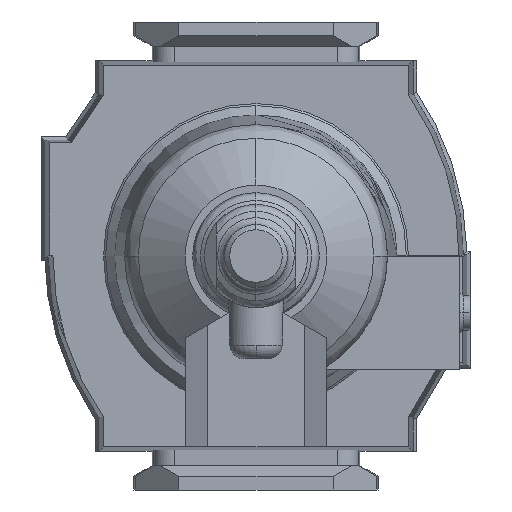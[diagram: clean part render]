
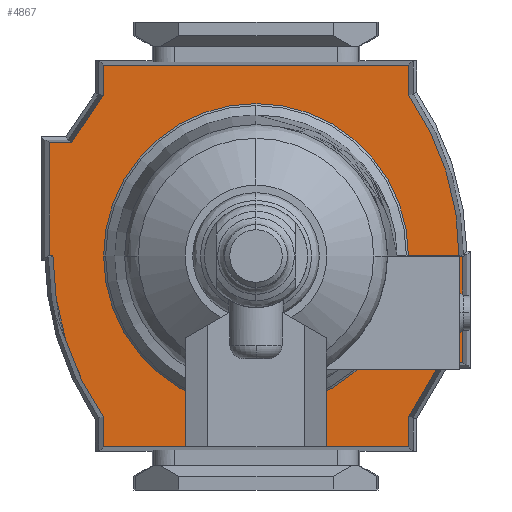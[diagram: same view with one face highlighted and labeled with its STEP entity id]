
A CAD part, front view. The second image highlights one B-rep face of the part: STEP entity #4867.
In plain terms, the highlighted planar face has unit normal (0, -1, 0).
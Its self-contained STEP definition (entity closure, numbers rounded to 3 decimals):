
#166 = AXIS2_PLACEMENT_3D ( 'NONE', #5589, #6671, #6733 ) ;
#435 = CARTESIAN_POINT ( 'NONE',  ( -28.86, -38.5, 31.2 ) ) ;
#927 = DIRECTION ( 'NONE',  ( 1., 0., 0. ) ) ;
#957 = DIRECTION ( 'NONE',  ( 0., 1., 0. ) ) ;
#1163 = ORIENTED_EDGE ( 'NONE', *, *, #4253, .F. ) ;
#1349 = ORIENTED_EDGE ( 'NONE', *, *, #2785, .F. ) ;
#1386 = EDGE_CURVE ( 'NONE', #4903, #11738, #6498, .T. ) ;
#1452 = ORIENTED_EDGE ( 'NONE', *, *, #3667, .F. ) ;
#1483 = CARTESIAN_POINT ( 'NONE',  ( 0., -38.5, -11.6 ) ) ;
#2023 = VERTEX_POINT ( 'NONE', #12444 ) ;
#2126 = VERTEX_POINT ( 'NONE', #4573 ) ;
#2143 = EDGE_CURVE ( 'NONE', #11738, #13230, #12377, .T. ) ;
#2205 = AXIS2_PLACEMENT_3D ( 'NONE', #10301, #957, #9260 ) ;
#2254 = CARTESIAN_POINT ( 'NONE',  ( -15.5, -38.5, -26.8 ) ) ;
#2345 = VECTOR ( 'NONE', #8653, 1000. ) ;
#2377 = VERTEX_POINT ( 'NONE', #8289 ) ;
#2454 = DIRECTION ( 'NONE',  ( 0., 0., 1. ) ) ;
#2482 = VERTEX_POINT ( 'NONE', #12016 ) ;
#2498 = VECTOR ( 'NONE', #6751, 1000. ) ;
#2766 = CARTESIAN_POINT ( 'NONE',  ( 0.1, -38.5, 30. ) ) ;
#2768 = DIRECTION ( 'NONE',  ( 0., 0., 1. ) ) ;
#2785 = EDGE_CURVE ( 'NONE', #2377, #2126, #8077, .T. ) ;
#2812 = ORIENTED_EDGE ( 'NONE', *, *, #3934, .F. ) ;
#2822 = LINE ( 'NONE', #5089, #12172 ) ;
#3053 = EDGE_CURVE ( 'NONE', #2126, #7984, #5444, .T. ) ;
#3134 = EDGE_CURVE ( 'NONE', #7984, #9762, #3741, .T. ) ;
#3170 = LINE ( 'NONE', #8281, #3465 ) ;
#3204 = EDGE_LOOP ( 'NONE', ( #1163, #4805, #4108, #10860, #1452, #11556, #8931, #5203, #7478, #13383, #12428, #7304, #3540, #8183, #1349, #11089, #2812 ) ) ;
#3465 = VECTOR ( 'NONE', #12635, 1000. ) ;
#3505 = FACE_OUTER_BOUND ( 'NONE', #3204, .T. ) ;
#3534 = EDGE_CURVE ( 'NONE', #3936, #6296, #12805, .T. ) ;
#3540 = ORIENTED_EDGE ( 'NONE', *, *, #3134, .F. ) ;
#3667 = EDGE_CURVE ( 'NONE', #13230, #10102, #3968, .T. ) ;
#3741 = LINE ( 'NONE', #2766, #8483 ) ;
#3826 = DIRECTION ( 'NONE',  ( 0., 0., -1. ) ) ;
#3934 = EDGE_CURVE ( 'NONE', #11995, #8311, #7002, .T. ) ;
#3936 = VERTEX_POINT ( 'NONE', #5099 ) ;
#3968 = LINE ( 'NONE', #12441, #8585 ) ;
#4108 = ORIENTED_EDGE ( 'NONE', *, *, #5094, .F. ) ;
#4253 = EDGE_CURVE ( 'NONE', #2482, #11995, #6036, .T. ) ;
#4353 = VECTOR ( 'NONE', #5761, 1000. ) ;
#4475 = VERTEX_POINT ( 'NONE', #5286 ) ;
#4523 = CARTESIAN_POINT ( 'NONE',  ( 27.75, -38.5, 22.2 ) ) ;
#4573 = CARTESIAN_POINT ( 'NONE',  ( 0., -38.5, 29.5 ) ) ;
#4732 = LINE ( 'NONE', #11825, #2498 ) ;
#4805 = ORIENTED_EDGE ( 'NONE', *, *, #12139, .F. ) ;
#4844 = CARTESIAN_POINT ( 'NONE',  ( -27.75, -38.5, 22.2 ) ) ;
#4867 = ADVANCED_FACE ( 'NONE', ( #3505 ), #6704, .T. ) ;
#4903 = VERTEX_POINT ( 'NONE', #12198 ) ;
#5089 = CARTESIAN_POINT ( 'NONE',  ( 16.5, -38.5, 30. ) ) ;
#5094 = EDGE_CURVE ( 'NONE', #8777, #4475, #5410, .T. ) ;
#5099 = CARTESIAN_POINT ( 'NONE',  ( 23.35, -38.5, 22.2 ) ) ;
#5101 = CARTESIAN_POINT ( 'NONE',  ( 23.35, -38.5, 22.2 ) ) ;
#5142 = VECTOR ( 'NONE', #7306, 1000. ) ;
#5203 = ORIENTED_EDGE ( 'NONE', *, *, #9784, .F. ) ;
#5286 = CARTESIAN_POINT ( 'NONE',  ( -15.5, -38.5, -26.8 ) ) ;
#5367 = CARTESIAN_POINT ( 'NONE',  ( 27.75, -38.5, 22.2 ) ) ;
#5410 = LINE ( 'NONE', #2254, #10135 ) ;
#5444 = CIRCLE ( 'NONE', #11343, 41.1 ) ;
#5587 = DIRECTION ( 'NONE',  ( 0., 1., 0. ) ) ;
#5589 = CARTESIAN_POINT ( 'NONE',  ( 0., -38.5, 11.6 ) ) ;
#5761 = DIRECTION ( 'NONE',  ( 0., 0., -1. ) ) ;
#5899 = CARTESIAN_POINT ( 'NONE',  ( -27.75, -38.5, -22.2 ) ) ;
#5966 = DIRECTION ( 'NONE',  ( -1., 0., 0. ) ) ;
#6036 = LINE ( 'NONE', #5899, #11843 ) ;
#6117 = CARTESIAN_POINT ( 'NONE',  ( 23.383, -38.5, -22.2 ) ) ;
#6296 = VERTEX_POINT ( 'NONE', #5367 ) ;
#6326 = EDGE_CURVE ( 'NONE', #2023, #3936, #9503, .T. ) ;
#6498 = LINE ( 'NONE', #7243, #7515 ) ;
#6514 = CARTESIAN_POINT ( 'NONE',  ( -15.5, -38.5, -30. ) ) ;
#6671 = DIRECTION ( 'NONE',  ( 0., 1., 0. ) ) ;
#6704 = PLANE ( 'NONE',  #10353 ) ;
#6733 = DIRECTION ( 'NONE',  ( 0., 0., 1. ) ) ;
#6751 = DIRECTION ( 'NONE',  ( -0.863, 0., 0.506 ) ) ;
#6781 = DIRECTION ( 'NONE',  ( -1., 0., 0. ) ) ;
#6941 = CARTESIAN_POINT ( 'NONE',  ( 16.5, -38.5, 30. ) ) ;
#7002 = LINE ( 'NONE', #11325, #8596 ) ;
#7243 = CARTESIAN_POINT ( 'NONE',  ( 23.383, -38.5, -22.2 ) ) ;
#7304 = ORIENTED_EDGE ( 'NONE', *, *, #12804, .F. ) ;
#7306 = DIRECTION ( 'NONE',  ( 0., 0., -1. ) ) ;
#7435 = CARTESIAN_POINT ( 'NONE',  ( -27.75, -38.5, -22.2 ) ) ;
#7478 = ORIENTED_EDGE ( 'NONE', *, *, #3534, .F. ) ;
#7515 = VECTOR ( 'NONE', #11424, 1000. ) ;
#7768 = CARTESIAN_POINT ( 'NONE',  ( 0.1, -38.5, 29.5 ) ) ;
#7984 = VERTEX_POINT ( 'NONE', #7768 ) ;
#8077 = CIRCLE ( 'NONE', #2205, 41.1 ) ;
#8183 = ORIENTED_EDGE ( 'NONE', *, *, #3053, .F. ) ;
#8281 = CARTESIAN_POINT ( 'NONE',  ( -23.383, -38.5, 22.2 ) ) ;
#8289 = CARTESIAN_POINT ( 'NONE',  ( -23.383, -38.5, 22.2 ) ) ;
#8311 = VERTEX_POINT ( 'NONE', #4844 ) ;
#8483 = VECTOR ( 'NONE', #10463, 1000. ) ;
#8585 = VECTOR ( 'NONE', #3826, 1000. ) ;
#8596 = VECTOR ( 'NONE', #2768, 1000. ) ;
#8653 = DIRECTION ( 'NONE',  ( 1., 0., 0. ) ) ;
#8777 = VERTEX_POINT ( 'NONE', #6514 ) ;
#8931 = ORIENTED_EDGE ( 'NONE', *, *, #1386, .F. ) ;
#9260 = DIRECTION ( 'NONE',  ( 0., 0., 1. ) ) ;
#9337 = CARTESIAN_POINT ( 'NONE',  ( 16.5, -38.5, 26.8 ) ) ;
#9406 = CARTESIAN_POINT ( 'NONE',  ( -0.1, -38.5, -29.5 ) ) ;
#9503 = LINE ( 'NONE', #5101, #12794 ) ;
#9762 = VERTEX_POINT ( 'NONE', #11654 ) ;
#9784 = EDGE_CURVE ( 'NONE', #6296, #4903, #11785, .T. ) ;
#9808 = EDGE_CURVE ( 'NONE', #10102, #8777, #12004, .T. ) ;
#9899 = CARTESIAN_POINT ( 'NONE',  ( 27.75, -38.5, -22.2 ) ) ;
#10102 = VERTEX_POINT ( 'NONE', #13237 ) ;
#10135 = VECTOR ( 'NONE', #2454, 1000. ) ;
#10301 = CARTESIAN_POINT ( 'NONE',  ( 0., -38.5, -11.6 ) ) ;
#10353 = AXIS2_PLACEMENT_3D ( 'NONE', #435, #11647, #10674 ) ;
#10386 = LINE ( 'NONE', #9337, #5142 ) ;
#10402 = EDGE_CURVE ( 'NONE', #8311, #2377, #3170, .T. ) ;
#10463 = DIRECTION ( 'NONE',  ( 0., 0., 1. ) ) ;
#10674 = DIRECTION ( 'NONE',  ( 0., 0., -1. ) ) ;
#10860 = ORIENTED_EDGE ( 'NONE', *, *, #9808, .F. ) ;
#11089 = ORIENTED_EDGE ( 'NONE', *, *, #10402, .F. ) ;
#11097 = CARTESIAN_POINT ( 'NONE',  ( -15.5, -38.5, -30. ) ) ;
#11325 = CARTESIAN_POINT ( 'NONE',  ( -27.75, -38.5, 22.2 ) ) ;
#11343 = AXIS2_PLACEMENT_3D ( 'NONE', #1483, #5587, #12917 ) ;
#11424 = DIRECTION ( 'NONE',  ( -1., 0., 0. ) ) ;
#11535 = VECTOR ( 'NONE', #6781, 1000. ) ;
#11556 = ORIENTED_EDGE ( 'NONE', *, *, #2143, .F. ) ;
#11647 = DIRECTION ( 'NONE',  ( 0., -1., 0. ) ) ;
#11654 = CARTESIAN_POINT ( 'NONE',  ( 0.1, -38.5, 30. ) ) ;
#11738 = VERTEX_POINT ( 'NONE', #6117 ) ;
#11785 = LINE ( 'NONE', #9899, #4353 ) ;
#11825 = CARTESIAN_POINT ( 'NONE',  ( -23.35, -38.5, -22.2 ) ) ;
#11843 = VECTOR ( 'NONE', #5966, 1000. ) ;
#11995 = VERTEX_POINT ( 'NONE', #7435 ) ;
#12004 = LINE ( 'NONE', #11097, #11535 ) ;
#12016 = CARTESIAN_POINT ( 'NONE',  ( -23.35, -38.5, -22.2 ) ) ;
#12031 = EDGE_CURVE ( 'NONE', #12458, #2023, #10386, .T. ) ;
#12139 = EDGE_CURVE ( 'NONE', #4475, #2482, #4732, .T. ) ;
#12172 = VECTOR ( 'NONE', #927, 1000. ) ;
#12198 = CARTESIAN_POINT ( 'NONE',  ( 27.75, -38.5, -22.2 ) ) ;
#12377 = CIRCLE ( 'NONE', #166, 41.1 ) ;
#12428 = ORIENTED_EDGE ( 'NONE', *, *, #12031, .F. ) ;
#12441 = CARTESIAN_POINT ( 'NONE',  ( -0.1, -38.5, -30. ) ) ;
#12444 = CARTESIAN_POINT ( 'NONE',  ( 16.5, -38.5, 26.8 ) ) ;
#12458 = VERTEX_POINT ( 'NONE', #6941 ) ;
#12635 = DIRECTION ( 'NONE',  ( 1., 0., 0. ) ) ;
#12794 = VECTOR ( 'NONE', #13458, 1000. ) ;
#12804 = EDGE_CURVE ( 'NONE', #9762, #12458, #2822, .T. ) ;
#12805 = LINE ( 'NONE', #4523, #2345 ) ;
#12917 = DIRECTION ( 'NONE',  ( 0., 0., 1. ) ) ;
#13230 = VERTEX_POINT ( 'NONE', #9406 ) ;
#13237 = CARTESIAN_POINT ( 'NONE',  ( -0.1, -38.5, -30. ) ) ;
#13383 = ORIENTED_EDGE ( 'NONE', *, *, #6326, .F. ) ;
#13458 = DIRECTION ( 'NONE',  ( 0.83, 0., -0.557 ) ) ;
